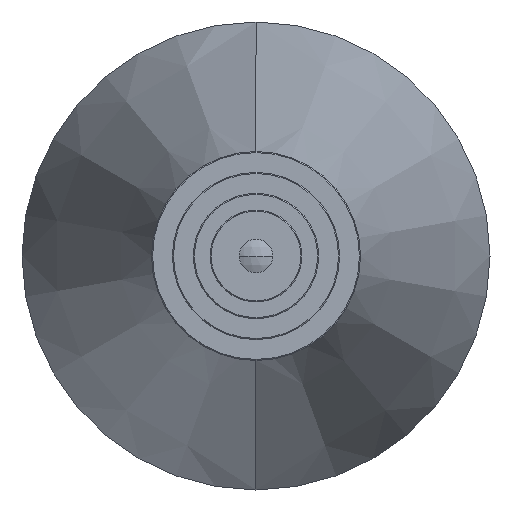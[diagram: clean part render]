
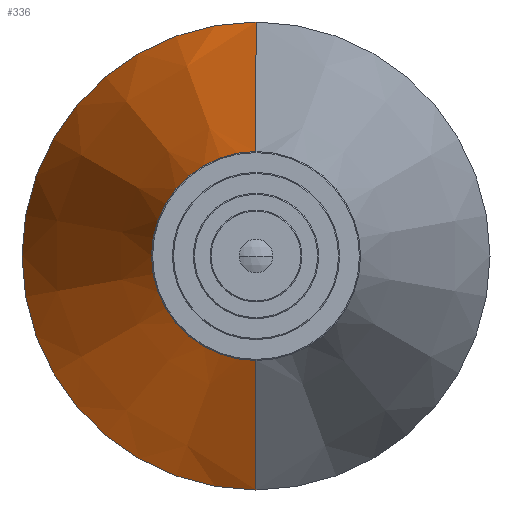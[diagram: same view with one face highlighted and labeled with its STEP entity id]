
A CAD part, left-side view. The second image highlights one B-rep face of the part: STEP entity #336.
In plain terms, the highlighted conical face has half-angle 16.598 degrees and reference radius 56 mm.
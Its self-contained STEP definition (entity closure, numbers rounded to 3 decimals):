
#53 = ORIENTED_EDGE ( 'NONE', *, *, #598, .F. ) ;
#57 = EDGE_CURVE ( 'NONE', #896, #865, #548, .T. ) ;
#66 = DIRECTION ( 'NONE',  ( 0.958, 0., -0.286 ) ) ;
#168 = VECTOR ( 'NONE', #66, 1000. ) ;
#170 = LINE ( 'NONE', #640, #168 ) ;
#196 = EDGE_CURVE ( 'NONE', #1097, #949, #474, .T. ) ;
#208 = DIRECTION ( 'NONE',  ( 0., 0., -1. ) ) ;
#248 = CARTESIAN_POINT ( 'NONE',  ( 228.12, 0., 0. ) ) ;
#336 = ADVANCED_FACE ( 'NONE', ( #583 ), #553, .T. ) ;
#349 = CARTESIAN_POINT ( 'NONE',  ( 124.12, 0., -25. ) ) ;
#403 = ORIENTED_EDGE ( 'NONE', *, *, #57, .T. ) ;
#423 = CARTESIAN_POINT ( 'NONE',  ( 228.12, 0., -56. ) ) ;
#446 = ORIENTED_EDGE ( 'NONE', *, *, #529, .T. ) ;
#471 = DIRECTION ( 'NONE',  ( 0.958, 0., 0.286 ) ) ;
#474 = CIRCLE ( 'NONE', #1139, 25. ) ;
#512 = CARTESIAN_POINT ( 'NONE',  ( 228.12, 0., 56. ) ) ;
#524 = CARTESIAN_POINT ( 'NONE',  ( 228.12, 0., 0. ) ) ;
#529 = EDGE_CURVE ( 'NONE', #1097, #896, #766, .T. ) ;
#548 = CIRCLE ( 'NONE', #572, 56. ) ;
#552 = CARTESIAN_POINT ( 'NONE',  ( 124.12, 0., 0. ) ) ;
#553 = CONICAL_SURFACE ( 'NONE', #617, 56., 0.29 ) ;
#572 = AXIS2_PLACEMENT_3D ( 'NONE', #248, #926, #830 ) ;
#575 = CARTESIAN_POINT ( 'NONE',  ( 124.12, 0., 25. ) ) ;
#583 = FACE_OUTER_BOUND ( 'NONE', #686, .T. ) ;
#598 = EDGE_CURVE ( 'NONE', #949, #865, #170, .T. ) ;
#617 = AXIS2_PLACEMENT_3D ( 'NONE', #524, #782, #208 ) ;
#640 = CARTESIAN_POINT ( 'NONE',  ( 228.12, 0., -56. ) ) ;
#686 = EDGE_LOOP ( 'NONE', ( #885, #446, #403, #53 ) ) ;
#766 = LINE ( 'NONE', #957, #1141 ) ;
#782 = DIRECTION ( 'NONE',  ( 1., 0., 0. ) ) ;
#830 = DIRECTION ( 'NONE',  ( 0., 0., 1. ) ) ;
#865 = VERTEX_POINT ( 'NONE', #423 ) ;
#885 = ORIENTED_EDGE ( 'NONE', *, *, #196, .F. ) ;
#896 = VERTEX_POINT ( 'NONE', #512 ) ;
#926 = DIRECTION ( 'NONE',  ( -1., 0., 0. ) ) ;
#942 = DIRECTION ( 'NONE',  ( 0., 0., 1. ) ) ;
#949 = VERTEX_POINT ( 'NONE', #349 ) ;
#957 = CARTESIAN_POINT ( 'NONE',  ( 228.12, 0., 56. ) ) ;
#1054 = DIRECTION ( 'NONE',  ( -1., 0., 0. ) ) ;
#1097 = VERTEX_POINT ( 'NONE', #575 ) ;
#1139 = AXIS2_PLACEMENT_3D ( 'NONE', #552, #1054, #942 ) ;
#1141 = VECTOR ( 'NONE', #471, 1000. ) ;
